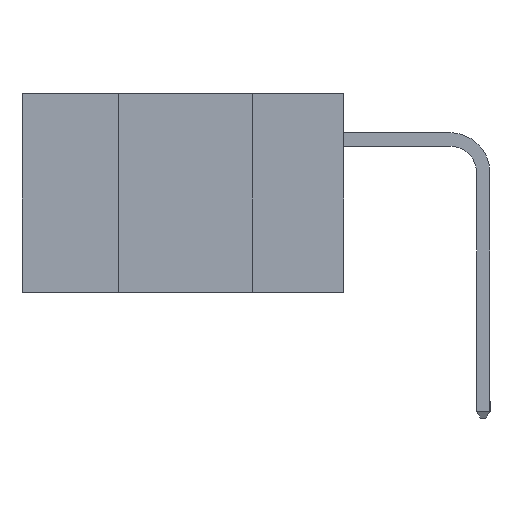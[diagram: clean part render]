
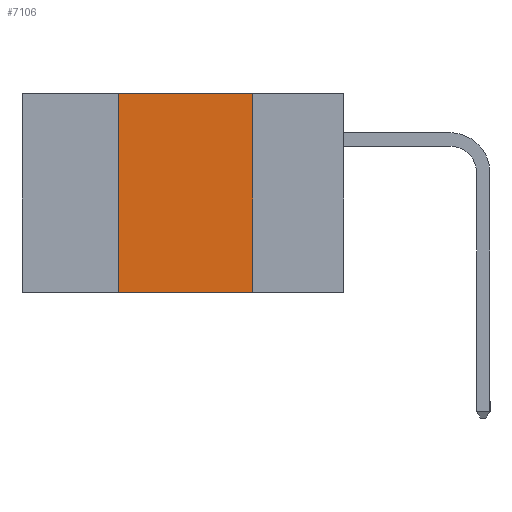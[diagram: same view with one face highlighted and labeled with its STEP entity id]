
A CAD part, left-side view. The second image highlights one B-rep face of the part: STEP entity #7106.
In plain terms, the highlighted planar face has unit normal (-1, 0, 0).
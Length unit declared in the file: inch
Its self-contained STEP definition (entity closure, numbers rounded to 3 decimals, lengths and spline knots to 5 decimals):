
#45 = VERTEX_POINT ( 'NONE', #6278 ) ;
#216 = VECTOR ( 'NONE', #9475, 39.37008 ) ;
#298 = VERTEX_POINT ( 'NONE', #710 ) ;
#710 = CARTESIAN_POINT ( 'NONE',  ( 0., 0.17, 0. ) ) ;
#1505 = VECTOR ( 'NONE', #8963, 39.37008 ) ;
#1515 = EDGE_CURVE ( 'NONE', #6297, #5313, #9966, .T. ) ;
#1560 = LINE ( 'NONE', #8984, #7968 ) ;
#1686 = DIRECTION ( 'NONE',  ( 0., -1., 0. ) ) ;
#2630 = CARTESIAN_POINT ( 'NONE',  ( 0., 0.6, 0. ) ) ;
#4201 = CARTESIAN_POINT ( 'NONE',  ( 0., 0.42, -0.37 ) ) ;
#5046 = DIRECTION ( 'NONE',  ( 0., 0., -1. ) ) ;
#5113 = VECTOR ( 'NONE', #1686, 39.37008 ) ;
#5254 = PLANE ( 'NONE',  #7037 ) ;
#5313 = VERTEX_POINT ( 'NONE', #6991 ) ;
#6104 = DIRECTION ( 'NONE',  ( 0., 0., -1. ) ) ;
#6239 = ORIENTED_EDGE ( 'NONE', *, *, #6527, .T. ) ;
#6278 = CARTESIAN_POINT ( 'NONE',  ( 0., 0.17, -0.37 ) ) ;
#6297 = VERTEX_POINT ( 'NONE', #7267 ) ;
#6527 = EDGE_CURVE ( 'NONE', #6297, #45, #9303, .T. ) ;
#6991 = CARTESIAN_POINT ( 'NONE',  ( 0., 0.42, 0. ) ) ;
#7025 = ORIENTED_EDGE ( 'NONE', *, *, #10262, .F. ) ;
#7037 = AXIS2_PLACEMENT_3D ( 'NONE', #2630, #10684, #6104 ) ;
#7068 = LINE ( 'NONE', #8698, #216 ) ;
#7106 = ADVANCED_FACE ( 'NONE', ( #9895 ), #5254, .F. ) ;
#7267 = CARTESIAN_POINT ( 'NONE',  ( 0., 0.42, -0.37 ) ) ;
#7561 = CARTESIAN_POINT ( 'NONE',  ( 0., 0.6, -0.37 ) ) ;
#7968 = VECTOR ( 'NONE', #5046, 39.37008 ) ;
#8698 = CARTESIAN_POINT ( 'NONE',  ( 0., 0.6, 0. ) ) ;
#8751 = EDGE_CURVE ( 'NONE', #298, #45, #1560, .T. ) ;
#8817 = ORIENTED_EDGE ( 'NONE', *, *, #8751, .F. ) ;
#8963 = DIRECTION ( 'NONE',  ( 0., 0., 1. ) ) ;
#8984 = CARTESIAN_POINT ( 'NONE',  ( 0., 0.17, -0.37 ) ) ;
#9303 = LINE ( 'NONE', #7561, #5113 ) ;
#9475 = DIRECTION ( 'NONE',  ( 0., -1., 0. ) ) ;
#9755 = ORIENTED_EDGE ( 'NONE', *, *, #1515, .F. ) ;
#9895 = FACE_OUTER_BOUND ( 'NONE', #10020, .T. ) ;
#9966 = LINE ( 'NONE', #4201, #1505 ) ;
#10020 = EDGE_LOOP ( 'NONE', ( #8817, #7025, #9755, #6239 ) ) ;
#10262 = EDGE_CURVE ( 'NONE', #5313, #298, #7068, .T. ) ;
#10684 = DIRECTION ( 'NONE',  ( 1., 0., 0. ) ) ;
